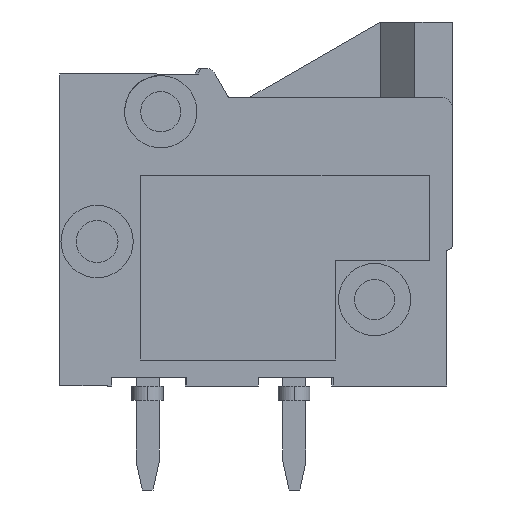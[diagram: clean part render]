
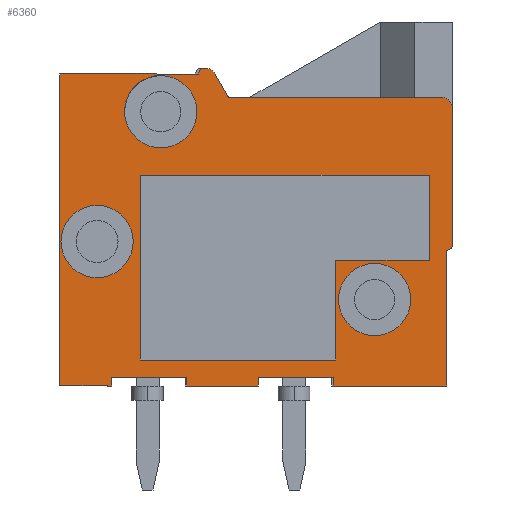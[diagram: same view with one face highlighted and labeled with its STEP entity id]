
A CAD part, left-side view. The second image highlights one B-rep face of the part: STEP entity #6360.
In plain terms, the highlighted face is planar.
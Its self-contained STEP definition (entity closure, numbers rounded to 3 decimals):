
#1770=CARTESIAN_POINT('',(61.942,49.003,-15.24));
#1780=VERTEX_POINT('',#1770);
#1810=CARTESIAN_POINT('',(61.942,55.038,-15.24));
#1820=DIRECTION('',(0.,1.,0.));
#1830=VECTOR('',#1820,1.);
#1840=LINE('',#1810,#1830);
#1850=CARTESIAN_POINT('',(61.942,48.703,-15.24));
#1860=VERTEX_POINT('',#1850);
#1870=EDGE_CURVE('',#1860,#1780,#1840,.T.);
#2660=CARTESIAN_POINT('',(58.856,48.703,-15.24));
#2670=DIRECTION('',(1.,0.,0.));
#2680=VECTOR('',#2670,1.);
#2690=LINE('',#2660,#2680);
#2700=CARTESIAN_POINT('',(59.462,48.703,-15.24));
#2710=VERTEX_POINT('',#2700);
#2720=EDGE_CURVE('',#2710,#1860,#2690,.T.);
#2950=CARTESIAN_POINT('',(58.856,49.003,-15.24));
#2960=DIRECTION('',(1.,0.,0.));
#2970=VECTOR('',#2960,1.);
#2980=LINE('',#2950,#2970);
#2990=CARTESIAN_POINT('',(56.862,49.003,-15.24));
#3000=VERTEX_POINT('',#2990);
#3010=CARTESIAN_POINT('',(59.462,49.003,-15.24));
#3020=VERTEX_POINT('',#3010);
#3030=EDGE_CURVE('',#3000,#3020,#2980,.T.);
#3810=CARTESIAN_POINT('',(60.1,51.801,-15.24));
#3820=DIRECTION('',(0.,0.,-1.));
#3830=DIRECTION('',(-1.,0.,0.));
#3840=AXIS2_PLACEMENT_3D('',#3810,#3820,#3830);
#3850=PLANE('',#3840);
#3860=CARTESIAN_POINT('',(62.842,58.203,-15.24));
#3870=DIRECTION('',(0.,0.,1.));
#3880=DIRECTION('',(0.,1.,0.));
#3890=AXIS2_PLACEMENT_3D('',#3860,#3870,#3880);
#3900=CIRCLE('',#3890,1.25);
#3910=CARTESIAN_POINT('',(63.834,57.443,-15.24));
#3920=VERTEX_POINT('',#3910);
#3930=CARTESIAN_POINT('',(62.839,59.453,-15.24));
#3940=VERTEX_POINT('',#3930);
#3950=EDGE_CURVE('',#3920,#3940,#3900,.T.);
#3960=ORIENTED_EDGE('',*,*,#3950,.T.);
#3970=CARTESIAN_POINT('',(62.836,58.196,-15.24));
#3980=DIRECTION('',(0.,0.,-1.));
#3990=DIRECTION('',(0.,1.,0.));
#4000=AXIS2_PLACEMENT_3D('',#3970,#3980,#3990);
#4010=CIRCLE('',#4000,1.25);
#4020=CARTESIAN_POINT('',(64.086,58.199,-15.24));
#4030=VERTEX_POINT('',#4020);
#4040=EDGE_CURVE('',#3920,#4030,#4010,.T.);
#4050=ORIENTED_EDGE('',*,*,#4040,.F.);
#4060=CARTESIAN_POINT('',(62.836,58.203,-15.24));
#4070=DIRECTION('',(0.,0.,1.));
#4080=DIRECTION('',(0.,1.,0.));
#4090=AXIS2_PLACEMENT_3D('',#4060,#4070,#4080);
#4100=CIRCLE('',#4090,1.25);
#4110=EDGE_CURVE('',#4030,#3940,#4100,.T.);
#4120=ORIENTED_EDGE('',*,*,#4110,.F.);
#4130=EDGE_LOOP('',(#4120,#4050,#3960));
#4140=FACE_BOUND('',#4130,.T.);
#4150=CARTESIAN_POINT('',(55.436,51.696,-15.24));
#4160=DIRECTION('',(0.,0.,-1.));
#4170=DIRECTION('',(0.,1.,0.));
#4180=AXIS2_PLACEMENT_3D('',#4150,#4160,#4170);
#4190=CIRCLE('',#4180,1.25);
#4200=CARTESIAN_POINT('',(55.436,50.446,-15.24));
#4210=VERTEX_POINT('',#4200);
#4220=CARTESIAN_POINT('',(55.436,52.946,-15.24));
#4230=VERTEX_POINT('',#4220);
#4240=EDGE_CURVE('',#4210,#4230,#4190,.T.);
#4250=ORIENTED_EDGE('',*,*,#4240,.F.);
#4260=EDGE_CURVE('',#4230,#4210,#4190,.T.);
#4270=ORIENTED_EDGE('',*,*,#4260,.F.);
#4280=EDGE_LOOP('',(#4270,#4250));
#4290=FACE_BOUND('',#4280,.T.);
#4300=CARTESIAN_POINT('',(65.042,53.703,-15.24));
#4310=DIRECTION('',(0.,0.,1.));
#4320=DIRECTION('',(-1.,0.,0.));
#4330=AXIS2_PLACEMENT_3D('',#4300,#4310,#4320);
#4340=CIRCLE('',#4330,1.25);
#4350=CARTESIAN_POINT('',(63.792,53.703,-15.24));
#4360=VERTEX_POINT('',#4350);
#4370=CARTESIAN_POINT('',(66.292,53.703,-15.24));
#4380=VERTEX_POINT('',#4370);
#4390=EDGE_CURVE('',#4360,#4380,#4340,.T.);
#4400=ORIENTED_EDGE('',*,*,#4390,.T.);
#4410=EDGE_CURVE('',#4380,#4360,#4340,.T.);
#4420=ORIENTED_EDGE('',*,*,#4410,.T.);
#4430=EDGE_LOOP('',(#4420,#4400));
#4440=FACE_BOUND('',#4430,.T.);
#4450=CARTESIAN_POINT('',(58.856,56.003,-15.24));
#4460=DIRECTION('',(1.,0.,0.));
#4470=VECTOR('',#4460,1.);
#4480=LINE('',#4450,#4470);
#4490=CARTESIAN_POINT('',(53.542,56.003,-15.24));
#4500=VERTEX_POINT('',#4490);
#4510=CARTESIAN_POINT('',(63.542,56.003,-15.24));
#4520=VERTEX_POINT('',#4510);
#4530=EDGE_CURVE('',#4500,#4520,#4480,.T.);
#4540=ORIENTED_EDGE('',*,*,#4530,.F.);
#4550=CARTESIAN_POINT('',(63.542,55.038,-15.24));
#4560=DIRECTION('',(0.,-1.,0.));
#4570=VECTOR('',#4560,1.);
#4580=LINE('',#4550,#4570);
#4590=CARTESIAN_POINT('',(63.542,49.603,-15.24));
#4600=VERTEX_POINT('',#4590);
#4610=EDGE_CURVE('',#4520,#4600,#4580,.T.);
#4620=ORIENTED_EDGE('',*,*,#4610,.F.);
#4630=CARTESIAN_POINT('',(58.856,49.603,-15.24));
#4640=DIRECTION('',(-1.,0.,0.));
#4650=VECTOR('',#4640,1.);
#4660=LINE('',#4630,#4650);
#4670=CARTESIAN_POINT('',(56.786,49.603,-15.24));
#4680=VERTEX_POINT('',#4670);
#4690=EDGE_CURVE('',#4600,#4680,#4660,.T.);
#4700=ORIENTED_EDGE('',*,*,#4690,.F.);
#4710=CARTESIAN_POINT('',(56.786,55.038,-15.24));
#4720=DIRECTION('',(0.,1.,0.));
#4730=VECTOR('',#4720,1.);
#4740=LINE('',#4710,#4730);
#4750=CARTESIAN_POINT('',(56.786,53.053,-15.24));
#4760=VERTEX_POINT('',#4750);
#4770=EDGE_CURVE('',#4680,#4760,#4740,.T.);
#4780=ORIENTED_EDGE('',*,*,#4770,.F.);
#4790=CARTESIAN_POINT('',(58.856,53.053,-15.24));
#4800=DIRECTION('',(-1.,0.,0.));
#4810=VECTOR('',#4800,1.);
#4820=LINE('',#4790,#4810);
#4830=CARTESIAN_POINT('',(53.542,53.053,-15.24));
#4840=VERTEX_POINT('',#4830);
#4850=EDGE_CURVE('',#4760,#4840,#4820,.T.);
#4860=ORIENTED_EDGE('',*,*,#4850,.F.);
#4870=CARTESIAN_POINT('',(53.542,55.038,-15.24));
#4880=DIRECTION('',(0.,1.,0.));
#4890=VECTOR('',#4880,1.);
#4900=LINE('',#4870,#4890);
#4910=EDGE_CURVE('',#4840,#4500,#4900,.T.);
#4920=ORIENTED_EDGE('',*,*,#4910,.F.);
#4930=EDGE_LOOP('',(#4920,#4860,#4780,#4700,#4620,#4540));
#4940=FACE_BOUND('',#4930,.T.);
#4950=CARTESIAN_POINT('',(58.856,59.503,-15.24));
#4960=DIRECTION('',(1.,0.,0.));
#4970=VECTOR('',#4960,1.);
#4980=LINE('',#4950,#4970);
#4990=CARTESIAN_POINT('',(61.538,59.503,-15.24));
#5000=VERTEX_POINT('',#4990);
#5010=CARTESIAN_POINT('',(66.342,59.503,-15.24));
#5020=VERTEX_POINT('',#5010);
#5030=EDGE_CURVE('',#5000,#5020,#4980,.T.);
#5040=ORIENTED_EDGE('',*,*,#5030,.T.);
#5050=CARTESIAN_POINT('',(61.338,59.503,-15.24));
#5060=DIRECTION('',(0.,0.,1.));
#5070=DIRECTION('',(1.,0.,0.));
#5080=AXIS2_PLACEMENT_3D('',#5050,#5060,#5070);
#5090=CIRCLE('',#5080,0.2);
#5100=CARTESIAN_POINT('',(61.338,59.703,-15.24));
#5110=VERTEX_POINT('',#5100);
#5120=EDGE_CURVE('',#5000,#5110,#5090,.T.);
#5130=ORIENTED_EDGE('',*,*,#5120,.F.);
#5140=CARTESIAN_POINT('',(58.856,59.703,-15.24));
#5150=DIRECTION('',(1.,0.,0.));
#5160=VECTOR('',#5150,1.);
#5170=LINE('',#5140,#5160);
#5180=CARTESIAN_POINT('',(61.3,59.703,-15.24));
#5190=VERTEX_POINT('',#5180);
#5200=EDGE_CURVE('',#5190,#5110,#5170,.T.);
#5210=ORIENTED_EDGE('',*,*,#5200,.T.);
#5220=CARTESIAN_POINT('',(61.3,59.303,-15.24));
#5230=DIRECTION('',(0.,0.,1.));
#5240=DIRECTION('',(1.,0.,0.));
#5250=AXIS2_PLACEMENT_3D('',#5220,#5230,#5240);
#5260=CIRCLE('',#5250,0.4);
#5270=CARTESIAN_POINT('',(60.953,59.503,-15.24));
#5280=VERTEX_POINT('',#5270);
#5290=EDGE_CURVE('',#5190,#5280,#5260,.T.);
#5300=ORIENTED_EDGE('',*,*,#5290,.F.);
#5310=CARTESIAN_POINT('',(58.375,55.038,-15.24));
#5320=DIRECTION('',(0.5,0.866,0.));
#5330=VECTOR('',#5320,1.);
#5340=LINE('',#5310,#5330);
#5350=CARTESIAN_POINT('',(60.492,58.703,-15.24));
#5360=VERTEX_POINT('',#5350);
#5370=EDGE_CURVE('',#5360,#5280,#5340,.T.);
#5380=ORIENTED_EDGE('',*,*,#5370,.T.);
#5390=CARTESIAN_POINT('',(58.856,58.703,-15.24));
#5400=DIRECTION('',(1.,0.,0.));
#5410=VECTOR('',#5400,1.);
#5420=LINE('',#5390,#5410);
#5430=CARTESIAN_POINT('',(53.142,58.703,-15.24));
#5440=VERTEX_POINT('',#5430);
#5450=EDGE_CURVE('',#5440,#5360,#5420,.T.);
#5460=ORIENTED_EDGE('',*,*,#5450,.T.);
#5470=CARTESIAN_POINT('',(53.142,58.303,-15.24));
#5480=DIRECTION('',(0.,0.,1.));
#5490=DIRECTION('',(1.,0.,0.));
#5500=AXIS2_PLACEMENT_3D('',#5470,#5480,#5490);
#5510=CIRCLE('',#5500,0.4);
#5520=CARTESIAN_POINT('',(52.742,58.303,-15.24));
#5530=VERTEX_POINT('',#5520);
#5540=EDGE_CURVE('',#5440,#5530,#5510,.T.);
#5550=ORIENTED_EDGE('',*,*,#5540,.F.);
#5560=CARTESIAN_POINT('',(52.742,55.038,-15.24));
#5570=DIRECTION('',(0.,-1.,0.));
#5580=VECTOR('',#5570,1.);
#5590=LINE('',#5560,#5580);
#5600=CARTESIAN_POINT('',(52.742,53.603,-15.24));
#5610=VERTEX_POINT('',#5600);
#5620=EDGE_CURVE('',#5530,#5610,#5590,.T.);
#5630=ORIENTED_EDGE('',*,*,#5620,.F.);
#5640=CARTESIAN_POINT('',(52.942,53.603,-15.24));
#5650=DIRECTION('',(0.,0.,1.));
#5660=DIRECTION('',(1.,0.,0.));
#5670=AXIS2_PLACEMENT_3D('',#5640,#5650,#5660);
#5680=CIRCLE('',#5670,0.2);
#5690=CARTESIAN_POINT('',(52.942,53.403,-15.24));
#5700=VERTEX_POINT('',#5690);
#5710=EDGE_CURVE('',#5610,#5700,#5680,.T.);
#5720=ORIENTED_EDGE('',*,*,#5710,.F.);
#5730=CARTESIAN_POINT('',(52.942,55.038,-15.24));
#5740=DIRECTION('',(0.,-1.,0.));
#5750=VECTOR('',#5740,1.);
#5760=LINE('',#5730,#5750);
#5770=CARTESIAN_POINT('',(52.942,48.703,-15.24));
#5780=VERTEX_POINT('',#5770);
#5790=EDGE_CURVE('',#5700,#5780,#5760,.T.);
#5800=ORIENTED_EDGE('',*,*,#5790,.F.);
#5810=CARTESIAN_POINT('',(58.856,48.703,-15.24));
#5820=DIRECTION('',(-1.,0.,0.));
#5830=VECTOR('',#5820,1.);
#5840=LINE('',#5810,#5830);
#5850=CARTESIAN_POINT('',(56.862,48.703,-15.24));
#5860=VERTEX_POINT('',#5850);
#5870=EDGE_CURVE('',#5860,#5780,#5840,.T.);
#5880=ORIENTED_EDGE('',*,*,#5870,.T.);
#5890=CARTESIAN_POINT('',(56.862,55.038,-15.24));
#5900=DIRECTION('',(0.,-1.,0.));
#5910=VECTOR('',#5900,1.);
#5920=LINE('',#5890,#5910);
#5930=EDGE_CURVE('',#3000,#5860,#5920,.T.);
#5940=ORIENTED_EDGE('',*,*,#5930,.T.);
#5950=ORIENTED_EDGE('',*,*,#3030,.F.);
#5960=CARTESIAN_POINT('',(59.462,55.038,-15.24));
#5970=DIRECTION('',(0.,-1.,0.));
#5980=VECTOR('',#5970,1.);
#5990=LINE('',#5960,#5980);
#6000=EDGE_CURVE('',#3020,#2710,#5990,.T.);
#6010=ORIENTED_EDGE('',*,*,#6000,.F.);
#6020=ORIENTED_EDGE('',*,*,#2720,.F.);
#6030=ORIENTED_EDGE('',*,*,#1870,.F.);
#6040=CARTESIAN_POINT('',(58.856,49.003,-15.24));
#6050=DIRECTION('',(-1.,0.,0.));
#6060=VECTOR('',#6050,1.);
#6070=LINE('',#6040,#6060);
#6080=CARTESIAN_POINT('',(64.542,49.003,-15.24));
#6090=VERTEX_POINT('',#6080);
#6100=EDGE_CURVE('',#6090,#1780,#6070,.T.);
#6110=ORIENTED_EDGE('',*,*,#6100,.T.);
#6120=CARTESIAN_POINT('',(64.542,55.038,-15.24));
#6130=DIRECTION('',(0.,-1.,0.));
#6140=VECTOR('',#6130,1.);
#6150=LINE('',#6120,#6140);
#6160=CARTESIAN_POINT('',(64.542,48.703,-15.24));
#6170=VERTEX_POINT('',#6160);
#6180=EDGE_CURVE('',#6090,#6170,#6150,.T.);
#6190=ORIENTED_EDGE('',*,*,#6180,.F.);
#6200=CARTESIAN_POINT('',(58.856,48.703,-15.24));
#6210=DIRECTION('',(1.,0.,0.));
#6220=VECTOR('',#6210,1.);
#6230=LINE('',#6200,#6220);
#6240=CARTESIAN_POINT('',(66.342,48.703,-15.24));
#6250=VERTEX_POINT('',#6240);
#6260=EDGE_CURVE('',#6170,#6250,#6230,.T.);
#6270=ORIENTED_EDGE('',*,*,#6260,.F.);
#6280=CARTESIAN_POINT('',(66.342,55.038,-15.24));
#6290=DIRECTION('',(0.,-1.,0.));
#6300=VECTOR('',#6290,1.);
#6310=LINE('',#6280,#6300);
#6320=EDGE_CURVE('',#5020,#6250,#6310,.T.);
#6330=ORIENTED_EDGE('',*,*,#6320,.T.);
#6340=EDGE_LOOP('',(#6330,#6270,#6190,#6110,#6030,#6020,#6010,#5950,
#5940,#5880,#5800,#5720,#5630,#5550,#5460,#5380,#5300,#5210,#5130,#5040)
);
#6350=FACE_OUTER_BOUND('',#6340,.T.);
#6360=ADVANCED_FACE('',(#4140,#4290,#4440,#4940,#6350),#3850,.T.);
